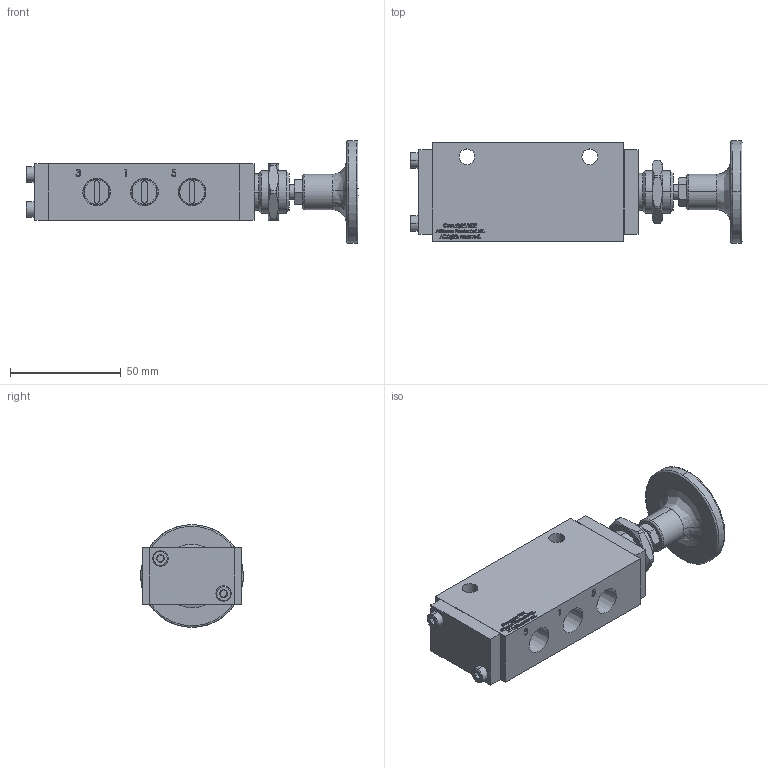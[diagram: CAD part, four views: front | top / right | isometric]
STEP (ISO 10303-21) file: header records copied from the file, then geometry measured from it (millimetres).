
FILE_DESCRIPTION (( 'STEP AP214' ), '1' );
FILE_NAME ('B2400-B38-VALVE-.25-NPT-5-2-VC-PPDET.STEP', '2021-07-30T07:03:33', ( '' ), ( '' ), 'SwSTEP 2.0', 'SolidWorks 2018', '' );
FILE_SCHEMA (( 'AUTOMOTIVE_DESIGN' ));
Length unit declared in the file: inch
Products named in the file (1): B2400-B38-VALVE-.25-NPT-5-2-VC-PPDET
Bounding box: 150.13 x 46.36 x 46.48 mm (x, y, z)
Volume: 119727.3 mm3; surface area: 31766.7 mm2
Topology: 3 solids, 3 shells, 2139 faces, 5595 edges, 3703 vertices
Faces by surface type: plane 1194, bspline 800, cone 80, cylinder 65
Entity records: 109234 total; most frequent: CARTESIAN_POINT 55989, ORIENTED_EDGE 11190, DIRECTION 6854, EDGE_CURVE 5595, VERTEX_POINT 3703, VECTOR 3694, LINE 3694, EDGE_LOOP 2384
